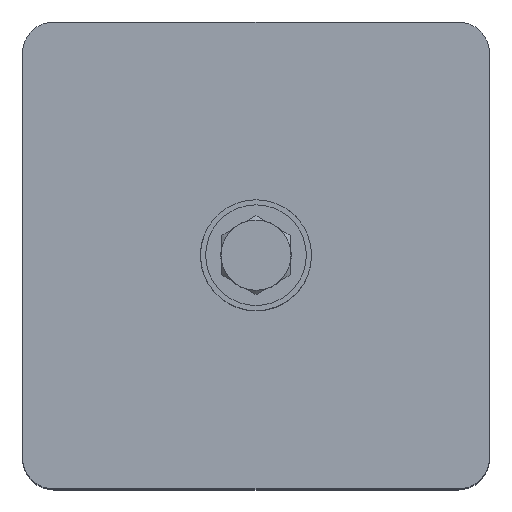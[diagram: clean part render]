
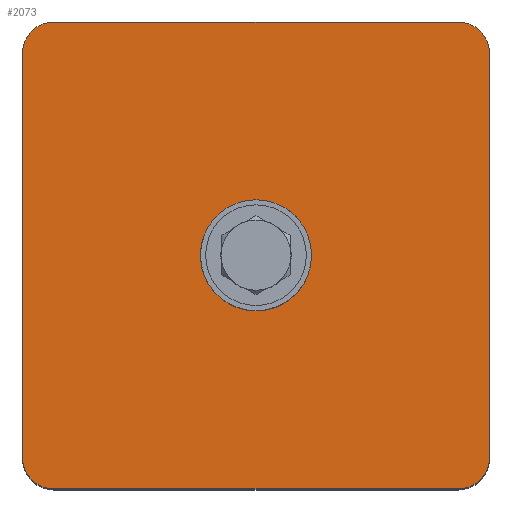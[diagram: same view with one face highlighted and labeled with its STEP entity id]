
A CAD part, top view. The second image highlights one B-rep face of the part: STEP entity #2073.
In plain terms, the highlighted face is planar.
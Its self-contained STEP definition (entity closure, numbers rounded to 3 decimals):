
#2073=ADVANCED_FACE('',(#2316,#2317),#2318,.T.);
#2316=FACE_BOUND('',#2546,.T.);
#2317=FACE_OUTER_BOUND('',#2547,.T.);
#2318=PLANE('',#2548);
#2546=EDGE_LOOP('',(#3219));
#2547=EDGE_LOOP('',(#3220,#3221,#3222,#3223,#3224,#3225,#3226,#3227));
#2548=AXIS2_PLACEMENT_3D('',#3228,#3229,#3230);
#3219=ORIENTED_EDGE('',*,*,#3443,.F.);
#3220=ORIENTED_EDGE('',*,*,#3491,.F.);
#3221=ORIENTED_EDGE('',*,*,#3445,.T.);
#3222=ORIENTED_EDGE('',*,*,#3492,.F.);
#3223=ORIENTED_EDGE('',*,*,#3448,.T.);
#3224=ORIENTED_EDGE('',*,*,#3493,.F.);
#3225=ORIENTED_EDGE('',*,*,#3454,.T.);
#3226=ORIENTED_EDGE('',*,*,#3494,.F.);
#3227=ORIENTED_EDGE('',*,*,#3451,.T.);
#3228=CARTESIAN_POINT('',(0.0,0.0,0.0));
#3229=DIRECTION('',(0.0,0.0,-1.0));
#3230=DIRECTION('',(-1.0,0.0,0.0));
#3443=EDGE_CURVE('',#3778,#3778,#3779,.T.);
#3445=EDGE_CURVE('',#3782,#3783,#3784,.T.);
#3448=EDGE_CURVE('',#3787,#3788,#3789,.T.);
#3451=EDGE_CURVE('',#3792,#3793,#3794,.T.);
#3454=EDGE_CURVE('',#3797,#3798,#3799,.T.);
#3491=EDGE_CURVE('',#3782,#3793,#3854,.T.);
#3492=EDGE_CURVE('',#3787,#3783,#3855,.T.);
#3493=EDGE_CURVE('',#3797,#3788,#3856,.T.);
#3494=EDGE_CURVE('',#3792,#3798,#3857,.T.);
#3778=VERTEX_POINT('',#4611);
#3779=CIRCLE('',#4612,4.25);
#3782=VERTEX_POINT('',#4615);
#3783=VERTEX_POINT('',#4616);
#3784=CIRCLE('',#4617,3.0);
#3787=VERTEX_POINT('',#4622);
#3788=VERTEX_POINT('',#4623);
#3789=CIRCLE('',#4624,3.0);
#3792=VERTEX_POINT('',#4629);
#3793=VERTEX_POINT('',#4630);
#3794=CIRCLE('',#4631,3.0);
#3797=VERTEX_POINT('',#4636);
#3798=VERTEX_POINT('',#4637);
#3799=CIRCLE('',#4638,3.0);
#3854=LINE('',#4719,#4720);
#3855=LINE('',#4721,#4722);
#3856=LINE('',#4723,#4724);
#3857=LINE('',#4725,#4726);
#4611=CARTESIAN_POINT('',(4.25,0.0,0.0));
#4612=AXIS2_PLACEMENT_3D('',#4947,#4948,#4949);
#4615=CARTESIAN_POINT('',(19.5,22.5,0.0));
#4616=CARTESIAN_POINT('',(22.5,19.5,0.0));
#4617=AXIS2_PLACEMENT_3D('',#4953,#4954,#4955);
#4622=CARTESIAN_POINT('',(22.5,-19.5,0.0));
#4623=CARTESIAN_POINT('',(19.5,-22.5,0.0));
#4624=AXIS2_PLACEMENT_3D('',#4958,#4959,#4960);
#4629=CARTESIAN_POINT('',(-22.5,19.5,0.0));
#4630=CARTESIAN_POINT('',(-19.5,22.5,0.0));
#4631=AXIS2_PLACEMENT_3D('',#4963,#4964,#4965);
#4636=CARTESIAN_POINT('',(-19.5,-22.5,0.0));
#4637=CARTESIAN_POINT('',(-22.5,-19.5,0.0));
#4638=AXIS2_PLACEMENT_3D('',#4968,#4969,#4970);
#4719=CARTESIAN_POINT('',(0.0,22.5,0.0));
#4720=VECTOR('',#5027,1.0);
#4721=CARTESIAN_POINT('',(22.5,0.0,0.0));
#4722=VECTOR('',#5028,1.0);
#4723=CARTESIAN_POINT('',(0.0,-22.5,0.0));
#4724=VECTOR('',#5029,1.0);
#4725=CARTESIAN_POINT('',(-22.5,0.0,0.0));
#4726=VECTOR('',#5030,1.0);
#4947=CARTESIAN_POINT('',(0.0,0.0,0.0));
#4948=DIRECTION('',(0.0,0.0,-1.0));
#4949=DIRECTION('',(1.0,0.0,0.0));
#4953=CARTESIAN_POINT('',(19.5,19.5,0.0));
#4954=DIRECTION('',(0.0,0.0,-1.0));
#4955=DIRECTION('',(-1.0,0.0,0.0));
#4958=CARTESIAN_POINT('',(19.5,-19.5,0.0));
#4959=DIRECTION('',(0.0,0.0,-1.0));
#4960=DIRECTION('',(-1.0,0.0,0.0));
#4963=CARTESIAN_POINT('',(-19.5,19.5,0.0));
#4964=DIRECTION('',(0.0,0.0,-1.0));
#4965=DIRECTION('',(-1.0,0.0,0.0));
#4968=CARTESIAN_POINT('',(-19.5,-19.5,0.0));
#4969=DIRECTION('',(0.0,0.0,-1.0));
#4970=DIRECTION('',(-1.0,0.0,0.0));
#5027=DIRECTION('',(-1.0,0.0,0.0));
#5028=DIRECTION('',(0.0,1.0,0.0));
#5029=DIRECTION('',(1.0,0.0,0.0));
#5030=DIRECTION('',(0.0,-1.0,0.0));
